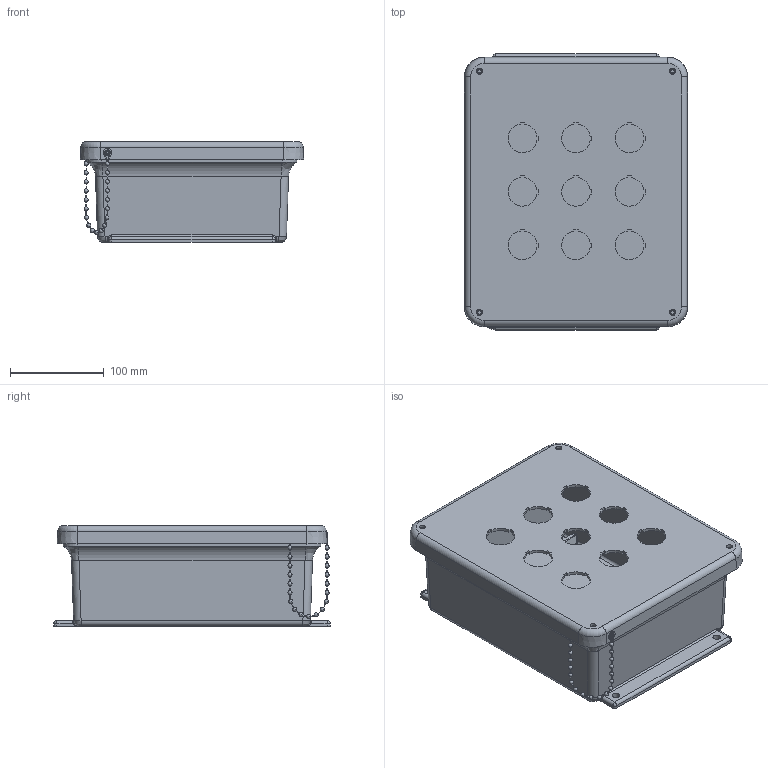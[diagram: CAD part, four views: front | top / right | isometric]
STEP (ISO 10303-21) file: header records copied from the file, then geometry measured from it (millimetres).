
FILE_DESCRIPTION(/* description */ (''),/* implementation_level */ '2;1');
FILE_NAME(/* name */ 'HW-N4X9PBW.stp',/* time_stamp */ '2014-03-17T12:52:19-05:00',/* author */ ('pmescher'),/* organization */ (''),/* preprocessor_version */ 'ST-DEVELOPER v15.2',/* originating_system */ 'Autodesk Inventor 2014',/* authorisation */ '');
FILE_SCHEMA (('AUTOMOTIVE_DESIGN { 1 0 10303 214 3 1 1 }'));
Length unit declared in the file: inch
Products named in the file (9): WPF9PBW BOX; 10-32 X0.3125 DP BRASS INSERT; 10-24X0.50 DP BRASS INSERT; SS BEAD CHAIN; RMRIV43; WPF9PBW CVR; WPF9PBW GASKET; WPN9U; F9PBW_STP
Bounding box: 238.89 x 295.27 x 107.95 mm (x, y, z)
Volume: 908642.1 mm3; surface area: 482949.1 mm2
Topology: 15 solids, 15 shells, 541 faces, 1336 edges, 824 vertices
Faces by surface type: cylinder 195, plane 162, bspline 76, torus 53, sphere 31, cone 24
Full cylindrical faces by diameter (mm): 0.737 x14, 2.64 x1, 3.556 x3, 3.683 x4, 3.962 x4, 5.537 x4, 5.556 x4, 6.35 x4, 7.137 x4, 7.144 x4, 7.938 x4
Entity records: 19666 total; most frequent: CARTESIAN_POINT 7564, DIRECTION 2596, ORIENTED_EDGE 2336, EDGE_CURVE 1168, AXIS2_PLACEMENT_3D 1026, VERTEX_POINT 742, EDGE_LOOP 642, LINE 544
